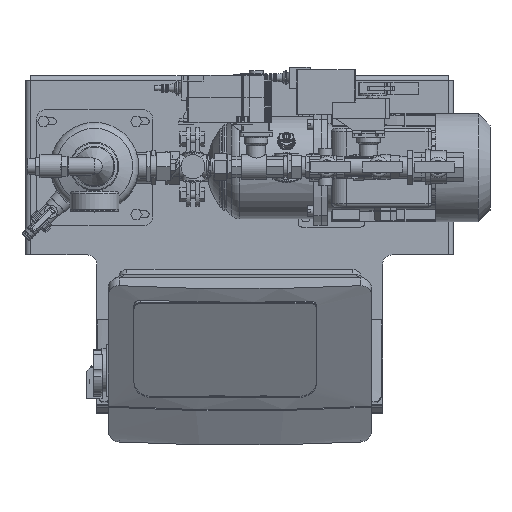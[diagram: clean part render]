
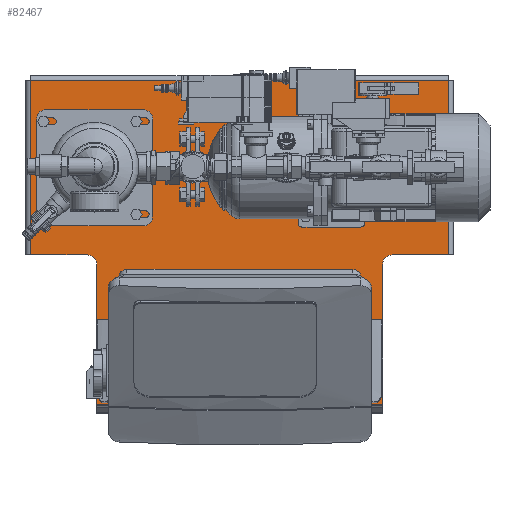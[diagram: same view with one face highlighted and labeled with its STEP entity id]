
A CAD part, top view. The second image highlights one B-rep face of the part: STEP entity #82467.
In plain terms, the highlighted planar face has unit normal (0, 0, 1).
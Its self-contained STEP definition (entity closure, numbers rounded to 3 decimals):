
#3968=LINE('',#125780,#13186);
#3971=LINE('',#125788,#13189);
#3979=LINE('',#125814,#13197);
#3980=LINE('',#125817,#13198);
#3981=LINE('',#125819,#13199);
#3982=LINE('',#125821,#13200);
#3983=LINE('',#125823,#13201);
#3984=LINE('',#125824,#13202);
#13186=VECTOR('',#101570,10.);
#13189=VECTOR('',#101575,10.);
#13197=VECTOR('',#101599,10.);
#13198=VECTOR('',#101602,10.);
#13199=VECTOR('',#101603,10.);
#13200=VECTOR('',#101604,10.);
#13201=VECTOR('',#101605,10.);
#13202=VECTOR('',#101606,10.);
#20594=PLANE('',#88552);
#26825=FACE_OUTER_BOUND('',#32271,.T.);
#32271=EDGE_LOOP('',(#65657,#65658,#65659,#65660,#65661,#65662,#65663,#65664,
#65665,#65666));
#36678=CIRCLE('',#88537,12.5);
#36688=CIRCLE('',#88550,12.5);
#40708=VERTEX_POINT('',#125754);
#40709=VERTEX_POINT('',#125756);
#40719=VERTEX_POINT('',#125778);
#40722=VERTEX_POINT('',#125785);
#40723=VERTEX_POINT('',#125787);
#40733=VERTEX_POINT('',#125809);
#40734=VERTEX_POINT('',#125816);
#40735=VERTEX_POINT('',#125818);
#40736=VERTEX_POINT('',#125820);
#40737=VERTEX_POINT('',#125822);
#49843=EDGE_CURVE('',#40709,#40708,#36678,.T.);
#49855=EDGE_CURVE('',#40708,#40719,#3968,.T.);
#49858=EDGE_CURVE('',#40723,#40722,#3971,.T.);
#49870=EDGE_CURVE('',#40722,#40733,#36688,.T.);
#49872=EDGE_CURVE('',#40723,#40719,#3979,.T.);
#49873=EDGE_CURVE('',#40734,#40709,#3980,.T.);
#49874=EDGE_CURVE('',#40733,#40735,#3981,.T.);
#49875=EDGE_CURVE('',#40736,#40735,#3982,.T.);
#49876=EDGE_CURVE('',#40736,#40737,#3983,.T.);
#49877=EDGE_CURVE('',#40734,#40737,#3984,.T.);
#65657=ORIENTED_EDGE('',*,*,#49873,.T.);
#65658=ORIENTED_EDGE('',*,*,#49843,.T.);
#65659=ORIENTED_EDGE('',*,*,#49855,.T.);
#65660=ORIENTED_EDGE('',*,*,#49872,.F.);
#65661=ORIENTED_EDGE('',*,*,#49858,.T.);
#65662=ORIENTED_EDGE('',*,*,#49870,.T.);
#65663=ORIENTED_EDGE('',*,*,#49874,.T.);
#65664=ORIENTED_EDGE('',*,*,#49875,.F.);
#65665=ORIENTED_EDGE('',*,*,#49876,.T.);
#65666=ORIENTED_EDGE('',*,*,#49877,.F.);
#82467=ADVANCED_FACE('',(#26825),#20594,.T.);
#88537=AXIS2_PLACEMENT_3D('',#125757,#101551,#101552);
#88550=AXIS2_PLACEMENT_3D('',#125811,#101594,#101595);
#88552=AXIS2_PLACEMENT_3D('',#125815,#101600,#101601);
#101551=DIRECTION('center_axis',(0.,0.,
-1.));
#101552=DIRECTION('ref_axis',(1.,0.,0.));
#101570=DIRECTION('',(0.,-1.,0.));
#101575=DIRECTION('',(0.,1.,0.));
#101594=DIRECTION('center_axis',(0.,0.,
-1.));
#101595=DIRECTION('ref_axis',(0.,1.,0.));
#101599=DIRECTION('',(-1.,0.,0.));
#101600=DIRECTION('center_axis',(0.,0.,
1.));
#101601=DIRECTION('ref_axis',(0.,1.,0.));
#101602=DIRECTION('',(1.,0.,0.));
#101603=DIRECTION('',(1.,0.,0.));
#101604=DIRECTION('',(0.,-1.,0.));
#101605=DIRECTION('',(-1.,0.,0.));
#101606=DIRECTION('',(0.,1.,0.));
#125754=CARTESIAN_POINT('',(-184.5,193.,30.));
#125756=CARTESIAN_POINT('',(-197.,205.5,30.));
#125757=CARTESIAN_POINT('Origin',(-197.,193.,30.));
#125778=CARTESIAN_POINT('',(-184.5,12.692,30.));
#125780=CARTESIAN_POINT('',(-184.5,102.846,30.));
#125785=CARTESIAN_POINT('',(184.5,193.,30.));
#125787=CARTESIAN_POINT('',(184.5,12.692,30.));
#125788=CARTESIAN_POINT('',(184.5,6.346,30.));
#125809=CARTESIAN_POINT('',(197.,205.5,30.));
#125811=CARTESIAN_POINT('Origin',(197.,193.,30.));
#125814=CARTESIAN_POINT('',(0.,12.692,30.));
#125815=CARTESIAN_POINT('Origin',(0.,12.692,
30.));
#125816=CARTESIAN_POINT('',(-270.,205.5,30.));
#125817=CARTESIAN_POINT('',(-135.,205.5,30.));
#125818=CARTESIAN_POINT('',(270.,205.5,30.));
#125819=CARTESIAN_POINT('',(98.5,205.5,30.));
#125820=CARTESIAN_POINT('',(270.,430.5,30.));
#125821=CARTESIAN_POINT('',(270.,12.692,30.));
#125822=CARTESIAN_POINT('',(-270.,430.5,30.));
#125823=CARTESIAN_POINT('',(0.,430.5,30.));
#125824=CARTESIAN_POINT('',(-270.,12.692,30.));
